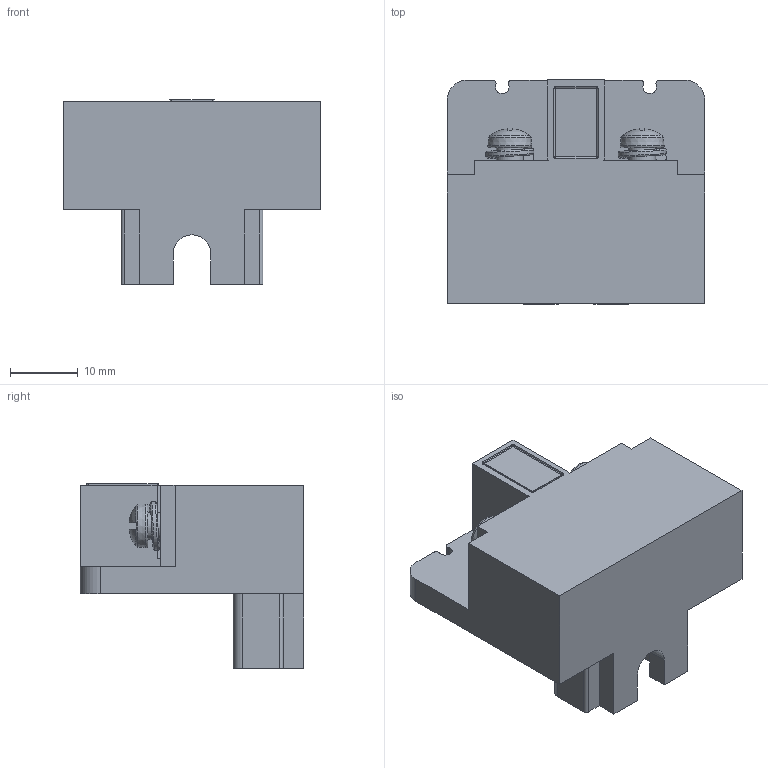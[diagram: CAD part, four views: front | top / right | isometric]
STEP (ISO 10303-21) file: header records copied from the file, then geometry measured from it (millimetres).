
FILE_DESCRIPTION(/* description */ ('Unknown'),/* implementation_level */ '2;1');
FILE_NAME(/* name */ 'PAT30_3D_SOLID',/* time_stamp */ '2024-12-31T10:14:49+06:00',/* author */ ('Unknown'),/* organization */ ('Unknown'),/* preprocessor_version */ 'ST-DEVELOPER v16.7',/* originating_system */ 'Solid Edge',/* authorisation */ 'Unknown');
FILE_SCHEMA (('AUTOMOTIVE_DESIGN {1 0 10303 214 3 1 1}'));
Length unit declared in the file: millimetre
Products named in the file (1): PAT30_3D_SOLID_MODEL
Bounding box: 38 x 33 x 27.25 mm (x, y, z)
Volume: 16428 mm3; surface area: 6739.8 mm2
Topology: 1 solids, 2 shells, 239 faces, 621 edges, 382 vertices
Faces by surface type: plane 93, cylinder 74, bspline 36, sphere 20, torus 12, cone 4
Full cylindrical faces by diameter (mm): 1.6 x2, 4 x4, 4.5 x1
Entity records: 9518 total; most frequent: CARTESIAN_POINT 2423, ORIENTED_EDGE 1162, DIRECTION 1036, EDGE_CURVE 581, AXIS2_PLACEMENT_3D 381, VERTEX_POINT 374, LINE 274, VECTOR 274
